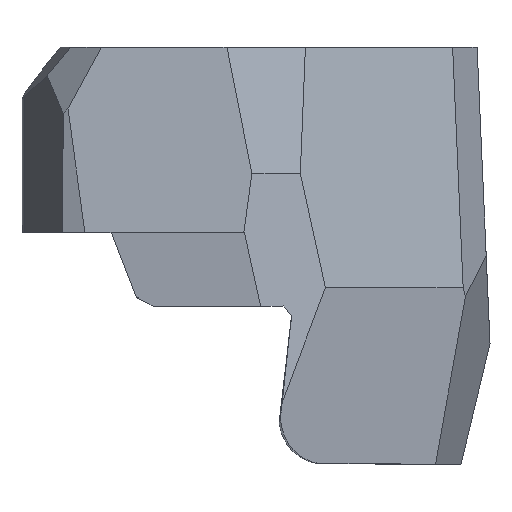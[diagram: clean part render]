
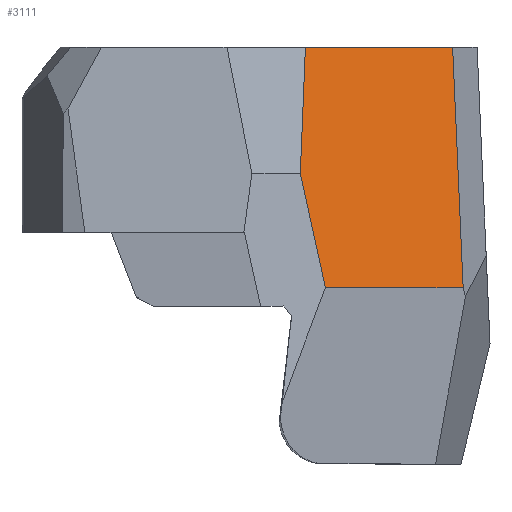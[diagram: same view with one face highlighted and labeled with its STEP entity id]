
A CAD part, top view. The second image highlights one B-rep face of the part: STEP entity #3111.
In plain terms, the highlighted planar face has unit normal (0.626, 0.07, 0.776).
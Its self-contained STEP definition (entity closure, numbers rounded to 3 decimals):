
#12 = CARTESIAN_POINT ( 'NONE',  ( 16.868, 16.572, 128.751 ) ) ;
#18 = DIRECTION ( 'NONE',  ( 0.778, 0., -0.628 ) ) ;
#108 = LINE ( 'NONE', #1779, #5395 ) ;
#338 = FACE_OUTER_BOUND ( 'NONE', #1046, .T. ) ;
#380 = CARTESIAN_POINT ( 'NONE',  ( 30.315, 42., 115.616 ) ) ;
#416 = CARTESIAN_POINT ( 'NONE',  ( 14.752, 42., 128.173 ) ) ;
#611 = EDGE_CURVE ( 'NONE', #3781, #2961, #3138, .T. ) ;
#637 = EDGE_CURVE ( 'NONE', #4449, #4228, #108, .T. ) ;
#664 = VECTOR ( 'NONE', #3307, 1000. ) ;
#672 = VECTOR ( 'NONE', #18, 1000. ) ;
#708 = ORIENTED_EDGE ( 'NONE', *, *, #1090, .F. ) ;
#768 = CARTESIAN_POINT ( 'NONE',  ( 14.752, 42., 128.173 ) ) ;
#835 = ORIENTED_EDGE ( 'NONE', *, *, #1550, .T. ) ;
#1006 = CARTESIAN_POINT ( 'NONE',  ( 31.425, 16.572, 117.005 ) ) ;
#1046 = EDGE_LOOP ( 'NONE', ( #2746, #1399, #708, #2387, #835 ) ) ;
#1090 = EDGE_CURVE ( 'NONE', #4228, #3625, #2444, .T. ) ;
#1300 = LINE ( 'NONE', #4700, #672 ) ;
#1399 = ORIENTED_EDGE ( 'NONE', *, *, #2572, .T. ) ;
#1550 = EDGE_CURVE ( 'NONE', #4449, #3781, #4537, .T. ) ;
#1779 = CARTESIAN_POINT ( 'NONE',  ( 14.752, 42., 128.173 ) ) ;
#2188 = AXIS2_PLACEMENT_3D ( 'NONE', #4955, #3704, #4042 ) ;
#2387 = ORIENTED_EDGE ( 'NONE', *, *, #637, .F. ) ;
#2444 = LINE ( 'NONE', #380, #4786 ) ;
#2572 = EDGE_CURVE ( 'NONE', #2961, #3625, #1300, .T. ) ;
#2715 = CARTESIAN_POINT ( 'NONE',  ( 14.214, 28.649, 129.808 ) ) ;
#2746 = ORIENTED_EDGE ( 'NONE', *, *, #611, .T. ) ;
#2961 = VERTEX_POINT ( 'NONE', #12 ) ;
#3111 = ADVANCED_FACE ( 'NONE', ( #338 ), #3594, .T. ) ;
#3121 = VECTOR ( 'NONE', #3987, 1000. ) ;
#3138 = LINE ( 'NONE', #2715, #3121 ) ;
#3307 = DIRECTION ( 'NONE',  ( -0.04, -0.992, 0.121 ) ) ;
#3594 = PLANE ( 'NONE',  #2188 ) ;
#3625 = VERTEX_POINT ( 'NONE', #1006 ) ;
#3704 = DIRECTION ( 'NONE',  ( 0.626, 0.07, 0.776 ) ) ;
#3781 = VERTEX_POINT ( 'NONE', #4651 ) ;
#3987 = DIRECTION ( 'NONE',  ( 0.214, -0.973, -0.085 ) ) ;
#4042 = DIRECTION ( 'NONE',  ( 0.778, 0., -0.628 ) ) ;
#4228 = VERTEX_POINT ( 'NONE', #4288 ) ;
#4288 = CARTESIAN_POINT ( 'NONE',  ( 30.315, 42., 115.616 ) ) ;
#4449 = VERTEX_POINT ( 'NONE', #416 ) ;
#4537 = LINE ( 'NONE', #768, #664 ) ;
#4651 = CARTESIAN_POINT ( 'NONE',  ( 14.214, 28.649, 129.808 ) ) ;
#4700 = CARTESIAN_POINT ( 'NONE',  ( 31.041, 16.572, 117.315 ) ) ;
#4786 = VECTOR ( 'NONE', #5346, 1000. ) ;
#4955 = CARTESIAN_POINT ( 'NONE',  ( 30.586, 26.926, 116.751 ) ) ;
#5138 = DIRECTION ( 'NONE',  ( 0.778, 0., -0.628 ) ) ;
#5346 = DIRECTION ( 'NONE',  ( 0.044, -0.998, 0.054 ) ) ;
#5395 = VECTOR ( 'NONE', #5138, 1000. ) ;
